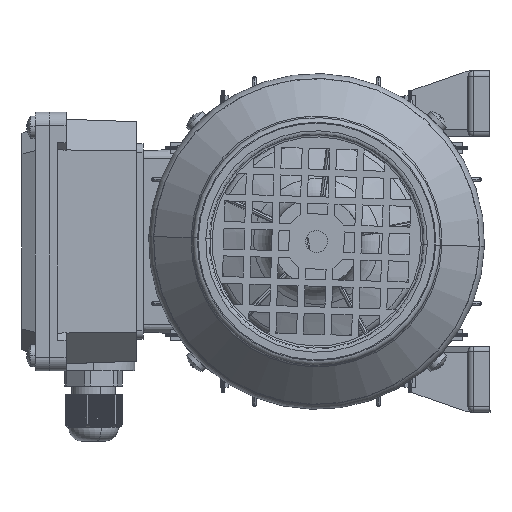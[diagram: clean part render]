
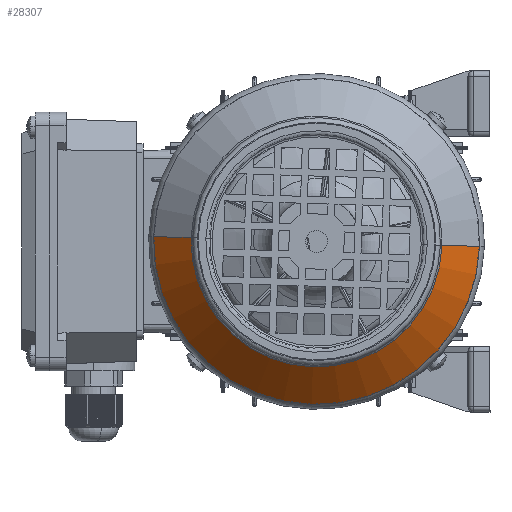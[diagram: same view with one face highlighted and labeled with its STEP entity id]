
A CAD part, left-side view. The second image highlights one B-rep face of the part: STEP entity #28307.
In plain terms, the highlighted conical face has half-angle 45 degrees and reference radius 59.243 mm.
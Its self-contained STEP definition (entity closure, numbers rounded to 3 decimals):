
#28197 = ORIENTED_EDGE ( 'NONE', *, *, #28555, .T. ) ;
#28231 = EDGE_CURVE ( 'NONE', #28232, #28233, #100325, .T. ) ;
#28232 = VERTEX_POINT ( 'NONE', #100370 ) ;
#28233 = VERTEX_POINT ( 'NONE', #100349 ) ;
#28307 = ADVANCED_FACE ( 'NONE', ( #100497 ), #100495, .T. ) ;
#28313 = EDGE_LOOP ( 'NONE', ( #28197, #28381, #28356, #28317 ) ) ;
#28317 = ORIENTED_EDGE ( 'NONE', *, *, #28319, .F. ) ;
#28319 = EDGE_CURVE ( 'NONE', #28556, #28232, #100491, .T. ) ;
#28352 = EDGE_CURVE ( 'NONE', #28558, #28233, #100520, .T. ) ;
#28356 = ORIENTED_EDGE ( 'NONE', *, *, #28231, .F. ) ;
#28381 = ORIENTED_EDGE ( 'NONE', *, *, #28352, .T. ) ;
#28555 = EDGE_CURVE ( 'NONE', #28556, #28558, #100713, .T. ) ;
#28556 = VERTEX_POINT ( 'NONE', #100708 ) ;
#28558 = VERTEX_POINT ( 'NONE', #100707 ) ;
#100325 = CIRCLE ( 'NONE', #100374, 59.243 ) ;
#100349 = CARTESIAN_POINT ( 'NONE',  ( 45.757, 0., -59.243 ) ) ;
#100370 = CARTESIAN_POINT ( 'NONE',  ( 45.757, 0., 59.243 ) ) ;
#100371 = DIRECTION ( 'NONE',  ( 0., 0., 1. ) ) ;
#100372 = DIRECTION ( 'NONE',  ( -1., 0., 0. ) ) ;
#100373 = CARTESIAN_POINT ( 'NONE',  ( 45.757, 0., 0. ) ) ;
#100374 = AXIS2_PLACEMENT_3D ( 'NONE', #100373, #100372, #100371 ) ;
#100488 = DIRECTION ( 'NONE',  ( -0.707, 0., 0.707 ) ) ;
#100489 = VECTOR ( 'NONE', #100488, 1000. ) ;
#100490 = CARTESIAN_POINT ( 'NONE',  ( 45.757, 0., 59.243 ) ) ;
#100491 = LINE ( 'NONE', #100490, #100489 ) ;
#100492 = DIRECTION ( 'NONE',  ( 0., 0., 1. ) ) ;
#100493 = DIRECTION ( 'NONE',  ( -1., 0., 0. ) ) ;
#100494 = AXIS2_PLACEMENT_3D ( 'NONE', #100496, #100493, #100492 ) ;
#100495 = CONICAL_SURFACE ( 'NONE', #100494, 59.243, 0.785 ) ;
#100496 = CARTESIAN_POINT ( 'NONE',  ( 45.757, 0., 0. ) ) ;
#100497 = FACE_OUTER_BOUND ( 'NONE', #28313, .T. ) ;
#100517 = DIRECTION ( 'NONE',  ( -0.707, 0., -0.707 ) ) ;
#100518 = VECTOR ( 'NONE', #100517, 1000. ) ;
#100519 = CARTESIAN_POINT ( 'NONE',  ( 45.757, 0., -59.243 ) ) ;
#100520 = LINE ( 'NONE', #100519, #100518 ) ;
#100707 = CARTESIAN_POINT ( 'NONE',  ( 59.414, 0., -45.586 ) ) ;
#100708 = CARTESIAN_POINT ( 'NONE',  ( 59.414, 0., 45.586 ) ) ;
#100709 = DIRECTION ( 'NONE',  ( 0., 0., 1. ) ) ;
#100710 = DIRECTION ( 'NONE',  ( -1., 0., 0. ) ) ;
#100711 = CARTESIAN_POINT ( 'NONE',  ( 59.414, 0., 0. ) ) ;
#100712 = AXIS2_PLACEMENT_3D ( 'NONE', #100711, #100710, #100709 ) ;
#100713 = CIRCLE ( 'NONE', #100712, 45.586 ) ;
